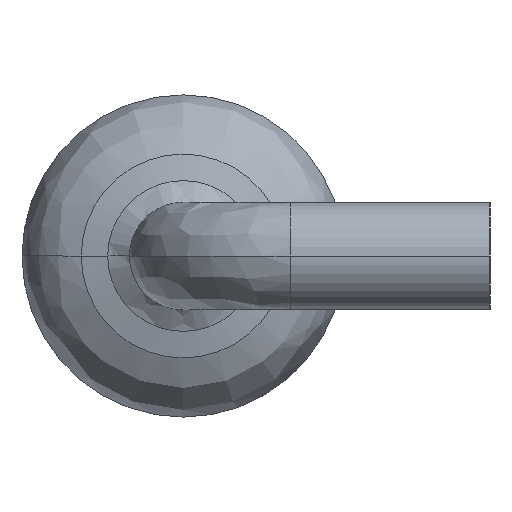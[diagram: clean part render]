
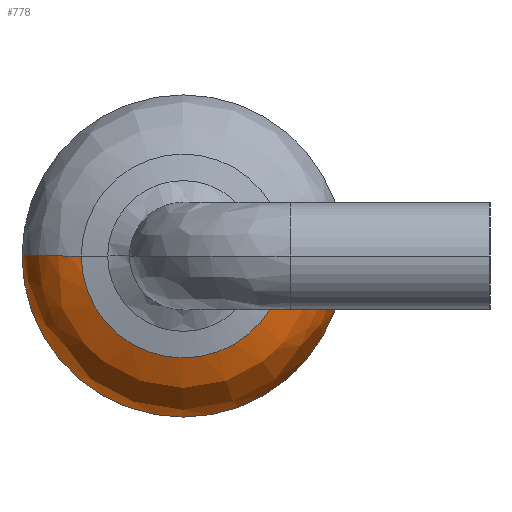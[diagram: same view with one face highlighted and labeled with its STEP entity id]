
A CAD part, left-side view. The second image highlights one B-rep face of the part: STEP entity #778.
In plain terms, the highlighted free-form (B-spline) face has degree [3, 3] with [4, 4] control points.
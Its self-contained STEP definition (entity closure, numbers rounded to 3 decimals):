
#2 = EDGE_CURVE ( 'NONE', #1411, #1959, #796, .T. ) ;
#6 = AXIS2_PLACEMENT_3D ( 'NONE', #150, #1232, #311 ) ;
#55 = CIRCLE ( 'NONE', #6, 0.5 ) ;
#105 = CARTESIAN_POINT ( 'NONE',  ( -1.644, 7.5, 0. ) ) ;
#150 = CARTESIAN_POINT ( 'NONE',  ( -1.157, 8.05, 0. ) ) ;
#156 = VERTEX_POINT ( 'NONE', #1213 ) ;
#159 = CARTESIAN_POINT ( 'NONE',  ( -1.644, 6.836, -1.328 ) ) ;
#162 = CARTESIAN_POINT ( 'NONE',  ( -1.157, 6.45, 0. ) ) ;
#264 = DIRECTION ( 'NONE',  ( 0., -1., 0. ) ) ;
#265 = EDGE_LOOP ( 'NONE', ( #659, #1507, #1514, #1329 ) ) ;
#275 = EDGE_CURVE ( 'NONE', #156, #929, #55, .T. ) ;
#311 = DIRECTION ( 'NONE',  ( 0., 1., 0. ) ) ;
#314 = CARTESIAN_POINT ( 'NONE',  ( -1.589, 8.4, 0. ) ) ;
#338 = DIRECTION ( 'NONE',  ( 0., -1., 0. ) ) ;
#344 = AXIS2_PLACEMENT_3D ( 'NONE', #1577, #673, #1736 ) ;
#452 = CIRCLE ( 'NONE', #344, 1.05 ) ;
#465 = CIRCLE ( 'NONE', #1748, 0.664 ) ;
#476 = CARTESIAN_POINT ( 'NONE',  ( -1.644, 8.164, 0. ) ) ;
#482 = CARTESIAN_POINT ( 'NONE',  ( -1.589, 6.6, -1.799 ) ) ;
#628 = CARTESIAN_POINT ( 'NONE',  ( -1.399, 8.55, 0. ) ) ;
#640 =( BOUNDED_SURFACE ( )  B_SPLINE_SURFACE ( 3, 3, ( 
 ( #476, #1081, #159, #1235 ),
 ( #314, #1380, #482, #1532 ),
 ( #628, #1692, #792, #1845 ),
 ( #934, #2010, #1090, #162 ) ),
 .UNSPECIFIED., .F., .F., .T. ) 
 B_SPLINE_SURFACE_WITH_KNOTS ( ( 4, 4 ),
 ( 4, 4 ),
 ( 0., 1. ),
 ( 0., 1. ),
 .UNSPECIFIED. ) 
 GEOMETRIC_REPRESENTATION_ITEM ( )  RATIONAL_B_SPLINE_SURFACE ( (
 ( 1., 0.333, 0.333, 1.),
 ( 0.856, 0.285, 0.285, 0.856),
 ( 0.856, 0.285, 0.285, 0.856),
 ( 1., 0.333, 0.333, 1.) ) ) 
 REPRESENTATION_ITEM ( '' )  SURFACE ( )  );
#659 = ORIENTED_EDGE ( 'NONE', *, *, #1256, .T. ) ;
#673 = DIRECTION ( 'NONE',  ( 1., 0., 0. ) ) ;
#778 = ADVANCED_FACE ( 'NONE', ( #895 ), #640, .T. ) ;
#792 = CARTESIAN_POINT ( 'NONE',  ( -1.399, 6.45, -2.1 ) ) ;
#796 = CIRCLE ( 'NONE', #1883, 0.5 ) ;
#803 = DIRECTION ( 'NONE',  ( 0., 0., 1. ) ) ;
#895 = FACE_OUTER_BOUND ( 'NONE', #265, .T. ) ;
#929 = VERTEX_POINT ( 'NONE', #1540 ) ;
#934 = CARTESIAN_POINT ( 'NONE',  ( -1.157, 8.55, 0. ) ) ;
#1081 = CARTESIAN_POINT ( 'NONE',  ( -1.644, 8.164, -1.328 ) ) ;
#1090 = CARTESIAN_POINT ( 'NONE',  ( -1.157, 6.45, -2.1 ) ) ;
#1196 = DIRECTION ( 'NONE',  ( 1., 0., 0. ) ) ;
#1213 = CARTESIAN_POINT ( 'NONE',  ( -1.644, 8.164, 0. ) ) ;
#1225 = CARTESIAN_POINT ( 'NONE',  ( -1.644, 6.836, 0. ) ) ;
#1232 = DIRECTION ( 'NONE',  ( 0., 0., -1. ) ) ;
#1235 = CARTESIAN_POINT ( 'NONE',  ( -1.644, 6.836, 0. ) ) ;
#1256 = EDGE_CURVE ( 'NONE', #1411, #156, #465, .T. ) ;
#1329 = ORIENTED_EDGE ( 'NONE', *, *, #2, .F. ) ;
#1380 = CARTESIAN_POINT ( 'NONE',  ( -1.589, 8.4, -1.799 ) ) ;
#1411 = VERTEX_POINT ( 'NONE', #1225 ) ;
#1494 = EDGE_CURVE ( 'NONE', #1959, #929, #452, .T. ) ;
#1507 = ORIENTED_EDGE ( 'NONE', *, *, #275, .T. ) ;
#1514 = ORIENTED_EDGE ( 'NONE', *, *, #1494, .F. ) ;
#1532 = CARTESIAN_POINT ( 'NONE',  ( -1.589, 6.6, 0. ) ) ;
#1540 = CARTESIAN_POINT ( 'NONE',  ( -1.157, 8.55, 0. ) ) ;
#1577 = CARTESIAN_POINT ( 'NONE',  ( -1.157, 7.5, 0. ) ) ;
#1692 = CARTESIAN_POINT ( 'NONE',  ( -1.399, 8.55, -2.1 ) ) ;
#1736 = DIRECTION ( 'NONE',  ( 0., 1., 0. ) ) ;
#1748 = AXIS2_PLACEMENT_3D ( 'NONE', #105, #1196, #264 ) ;
#1798 = CARTESIAN_POINT ( 'NONE',  ( -1.157, 6.45, 0. ) ) ;
#1845 = CARTESIAN_POINT ( 'NONE',  ( -1.399, 6.45, 0. ) ) ;
#1862 = CARTESIAN_POINT ( 'NONE',  ( -1.157, 6.95, 0. ) ) ;
#1883 = AXIS2_PLACEMENT_3D ( 'NONE', #1862, #803, #338 ) ;
#1959 = VERTEX_POINT ( 'NONE', #1798 ) ;
#2010 = CARTESIAN_POINT ( 'NONE',  ( -1.157, 8.55, -2.1 ) ) ;
